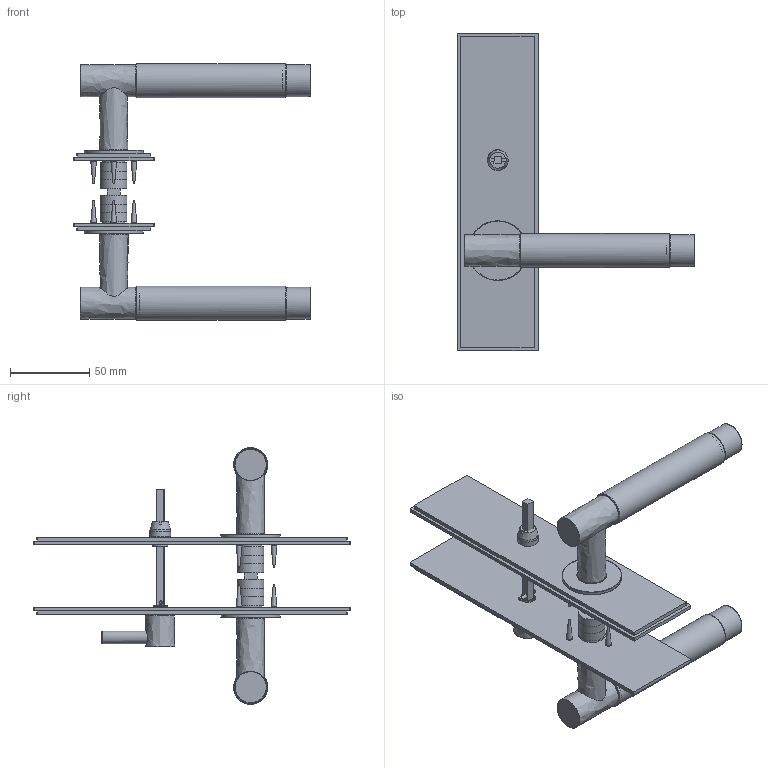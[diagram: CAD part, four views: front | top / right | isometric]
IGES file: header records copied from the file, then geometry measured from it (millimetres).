
Global section: file name: PK6044PTCR; native system: Autodesk Inventor 2024; preprocessor: unknown; author: camerond; date: 20250516.114427; units: millimetre
Bounding box: 149.4 x 200 x 161.72 mm (x, y, z)
Volume: 215477 mm3; surface area: 116546.3 mm2
Topology: 43 solids, 43 shells, 692 faces, 1823 edges, 1250 vertices
Faces by surface type: bspline 692
